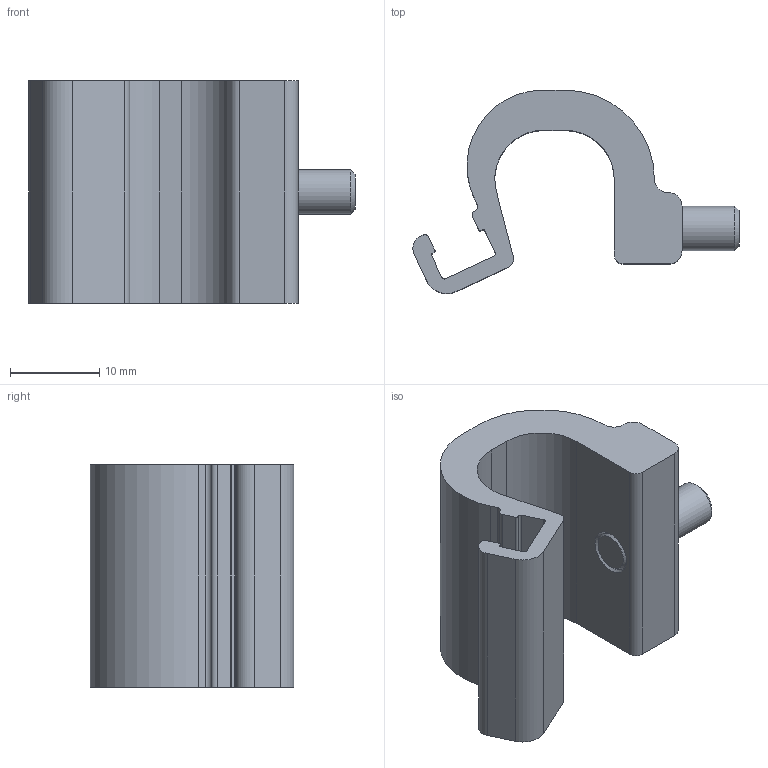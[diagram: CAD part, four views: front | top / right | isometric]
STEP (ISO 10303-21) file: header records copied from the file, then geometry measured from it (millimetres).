
FILE_DESCRIPTION(/* description */ (''),/* implementation_level */ '2;1');
FILE_NAME(/* name */ '36.TIR11.stp',/* time_stamp */ '2018-10-15T10:28:22+02:00',/* author */ ('carlo.corazza'),/* organization */ (''),/* preprocessor_version */ 'ST-DEVELOPER v16.5',/* originating_system */ 'Autodesk Inventor 2017',/* authorisation */ '');
FILE_SCHEMA (('AUTOMOTIVE_DESIGN { 1 0 10303 214 3 1 1 }'));
Length unit declared in the file: millimetre
Products named in the file (1): 36.TIR11
Bounding box: 36.58 x 22.81 x 25 mm (x, y, z)
Volume: 5814.6 mm3; surface area: 3810.2 mm2
Topology: 1 solids, 1 shells, 56 faces, 152 edges, 100 vertices
Faces by surface type: plane 31, cylinder 21, cone 4
Full cylindrical faces by diameter (mm): 5 x1
Entity records: 1816 total; most frequent: CARTESIAN_POINT 312, DIRECTION 301, ORIENTED_EDGE 290, EDGE_CURVE 145, AXIS2_PLACEMENT_3D 105, VERTEX_POINT 98, LINE 91, VECTOR 91
